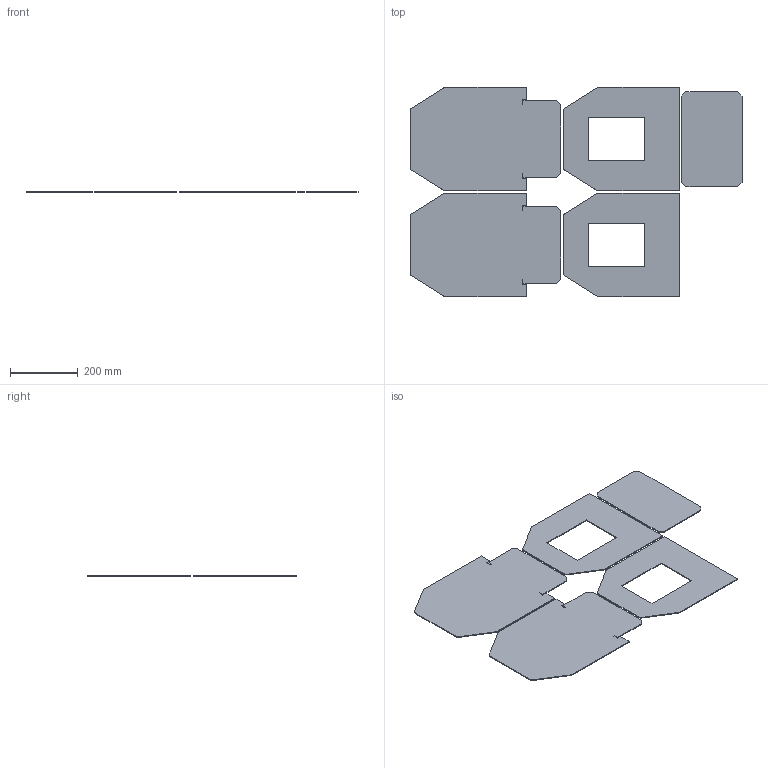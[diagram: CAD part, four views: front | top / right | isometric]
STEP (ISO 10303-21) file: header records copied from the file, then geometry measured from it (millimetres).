
FILE_DESCRIPTION(/* description */ (''),/* implementation_level */ '2;1');
FILE_NAME(/* name */ 'PCv2 v9.step',/* time_stamp */ '2024-11-06T12:00:11-05:00',/* author */ (''),/* organization */ (''),/* preprocessor_version */ 'ST-DEVELOPER v20',/* originating_system */ 'Autodesk Translation Framework v13.20.0.188',/* authorisation */ '');
FILE_SCHEMA (('AUTOMOTIVE_DESIGN { 1 0 10303 214 3 1 1 }'));
Length unit declared in the file: inch
Products named in the file (1): PCv2
Bounding box: 977.9 x 615.95 x 2.54 mm (x, y, z)
Volume: 1131508.3 mm3; surface area: 909851.2 mm2
Topology: 5 solids, 5 shells, 94 faces, 252 edges, 168 vertices
Faces by surface type: plane 78, cylinder 16
Entity records: 2947 total; most frequent: CARTESIAN_POINT 515, ORIENTED_EDGE 504, DIRECTION 474, EDGE_CURVE 252, LINE 220, VECTOR 220, VERTEX_POINT 168, AXIS2_PLACEMENT_3D 127
